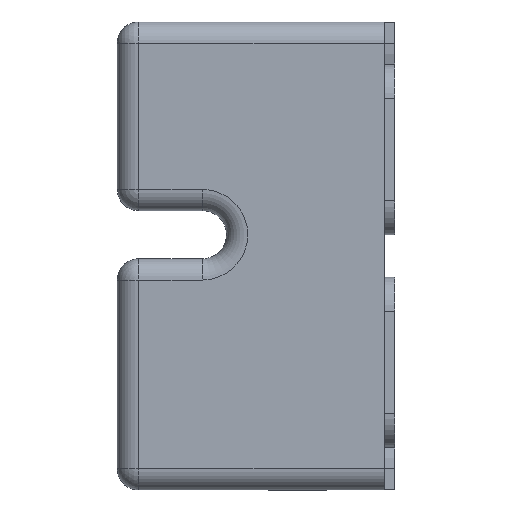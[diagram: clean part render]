
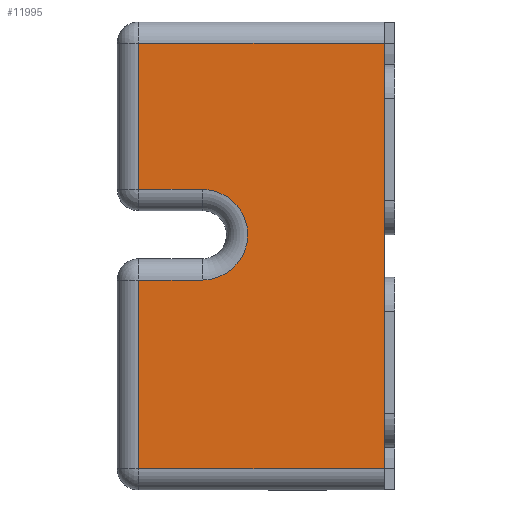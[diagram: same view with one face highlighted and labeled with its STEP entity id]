
A CAD part, left-side view. The second image highlights one B-rep face of the part: STEP entity #11995.
In plain terms, the highlighted planar face has unit normal (-1, 0, 0).
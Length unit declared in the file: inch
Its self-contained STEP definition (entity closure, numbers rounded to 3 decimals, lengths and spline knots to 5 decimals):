
#68 = AXIS2_PLACEMENT_3D ( 'NONE', #10111, #9243, #4107 ) ;
#452 = VECTOR ( 'NONE', #1710, 39.37008 ) ;
#466 = EDGE_CURVE ( 'NONE', #9596, #5704, #11238, .T. ) ;
#536 = EDGE_CURVE ( 'NONE', #5237, #9660, #13046, .T. ) ;
#1034 = EDGE_CURVE ( 'NONE', #5237, #8521, #11719, .T. ) ;
#1266 = VERTEX_POINT ( 'NONE', #12380 ) ;
#1280 = EDGE_CURVE ( 'NONE', #5704, #1266, #9543, .T. ) ;
#1322 = VECTOR ( 'NONE', #11166, 39.37008 ) ;
#1640 = VECTOR ( 'NONE', #11045, 39.37008 ) ;
#1710 = DIRECTION ( 'NONE',  ( 0., 0., -1. ) ) ;
#1928 = CARTESIAN_POINT ( 'NONE',  ( -1.20472, 1.63, 1.25 ) ) ;
#2141 = DIRECTION ( 'NONE',  ( 0., 1., 0. ) ) ;
#2218 = CARTESIAN_POINT ( 'NONE',  ( -1.20472, 1.63, -0.14125 ) ) ;
#2666 = CARTESIAN_POINT ( 'NONE',  ( -1.20472, 1.505, 1.25 ) ) ;
#2703 = EDGE_CURVE ( 'NONE', #8794, #8521, #3827, .T. ) ;
#2769 = VERTEX_POINT ( 'NONE', #11172 ) ;
#2820 = CARTESIAN_POINT ( 'NONE',  ( -1.20472, 1.63, -1.25 ) ) ;
#3176 = CARTESIAN_POINT ( 'NONE',  ( -1.20472, 1.505, -1.375 ) ) ;
#3409 = CARTESIAN_POINT ( 'NONE',  ( -1.20472, 1.505, 0.39125 ) ) ;
#3649 = CARTESIAN_POINT ( 'NONE',  ( -1.20472, 1.13, 0.39125 ) ) ;
#3827 = LINE ( 'NONE', #2820, #1640 ) ;
#4107 = DIRECTION ( 'NONE',  ( 0., 0., -1. ) ) ;
#4144 = VECTOR ( 'NONE', #6388, 39.37008 ) ;
#4674 = CARTESIAN_POINT ( 'NONE',  ( -1.20472, 1.505, -1.375 ) ) ;
#4739 = EDGE_LOOP ( 'NONE', ( #9227, #11645, #12658, #5416, #7854, #12855, #7959, #7873 ) ) ;
#4810 = CARTESIAN_POINT ( 'NONE',  ( -1.20472, 0.06, 1.25 ) ) ;
#4894 = CARTESIAN_POINT ( 'NONE',  ( -1.20472, 1.63, 0.39125 ) ) ;
#5237 = VERTEX_POINT ( 'NONE', #4810 ) ;
#5288 = LINE ( 'NONE', #4674, #452 ) ;
#5416 = ORIENTED_EDGE ( 'NONE', *, *, #466, .T. ) ;
#5704 = VERTEX_POINT ( 'NONE', #3649 ) ;
#6388 = DIRECTION ( 'NONE',  ( 0., 0., -1. ) ) ;
#6619 = PLANE ( 'NONE',  #7992 ) ;
#7854 = ORIENTED_EDGE ( 'NONE', *, *, #1280, .T. ) ;
#7873 = ORIENTED_EDGE ( 'NONE', *, *, #2703, .T. ) ;
#7959 = ORIENTED_EDGE ( 'NONE', *, *, #9623, .T. ) ;
#7992 = AXIS2_PLACEMENT_3D ( 'NONE', #9820, #10966, #9964 ) ;
#8427 = DIRECTION ( 'NONE',  ( 0., 0., -1. ) ) ;
#8521 = VERTEX_POINT ( 'NONE', #8780 ) ;
#8780 = CARTESIAN_POINT ( 'NONE',  ( -1.20472, 0.06, -1.25 ) ) ;
#8794 = VERTEX_POINT ( 'NONE', #10589 ) ;
#9227 = ORIENTED_EDGE ( 'NONE', *, *, #1034, .F. ) ;
#9243 = DIRECTION ( 'NONE',  ( 1., 0., 0. ) ) ;
#9543 = CIRCLE ( 'NONE', #68, 0.26625 ) ;
#9596 = VERTEX_POINT ( 'NONE', #3409 ) ;
#9623 = EDGE_CURVE ( 'NONE', #2769, #8794, #5288, .T. ) ;
#9660 = VERTEX_POINT ( 'NONE', #2666 ) ;
#9820 = CARTESIAN_POINT ( 'NONE',  ( -1.20472, 1.63, 1.375 ) ) ;
#9964 = DIRECTION ( 'NONE',  ( 0., 0., -1. ) ) ;
#10111 = CARTESIAN_POINT ( 'NONE',  ( -1.20472, 1.13, 0.125 ) ) ;
#10185 = LINE ( 'NONE', #2218, #11664 ) ;
#10321 = LINE ( 'NONE', #3176, #11876 ) ;
#10374 = EDGE_CURVE ( 'NONE', #1266, #2769, #10185, .T. ) ;
#10589 = CARTESIAN_POINT ( 'NONE',  ( -1.20472, 1.505, -1.25 ) ) ;
#10966 = DIRECTION ( 'NONE',  ( 1., 0., 0. ) ) ;
#11045 = DIRECTION ( 'NONE',  ( 0., -1., 0. ) ) ;
#11166 = DIRECTION ( 'NONE',  ( 0., -1., 0. ) ) ;
#11172 = CARTESIAN_POINT ( 'NONE',  ( -1.20472, 1.505, -0.14125 ) ) ;
#11236 = VECTOR ( 'NONE', #11296, 39.37008 ) ;
#11238 = LINE ( 'NONE', #4894, #1322 ) ;
#11296 = DIRECTION ( 'NONE',  ( 0., 1., 0. ) ) ;
#11467 = CARTESIAN_POINT ( 'NONE',  ( -1.20472, 0.06, 0. ) ) ;
#11645 = ORIENTED_EDGE ( 'NONE', *, *, #536, .T. ) ;
#11664 = VECTOR ( 'NONE', #2141, 39.37008 ) ;
#11719 = LINE ( 'NONE', #11467, #4144 ) ;
#11876 = VECTOR ( 'NONE', #8427, 39.37008 ) ;
#11901 = FACE_OUTER_BOUND ( 'NONE', #4739, .T. ) ;
#11995 = ADVANCED_FACE ( 'NONE', ( #11901 ), #6619, .F. ) ;
#12380 = CARTESIAN_POINT ( 'NONE',  ( -1.20472, 1.13, -0.14125 ) ) ;
#12658 = ORIENTED_EDGE ( 'NONE', *, *, #12969, .T. ) ;
#12855 = ORIENTED_EDGE ( 'NONE', *, *, #10374, .T. ) ;
#12969 = EDGE_CURVE ( 'NONE', #9660, #9596, #10321, .T. ) ;
#13046 = LINE ( 'NONE', #1928, #11236 ) ;
